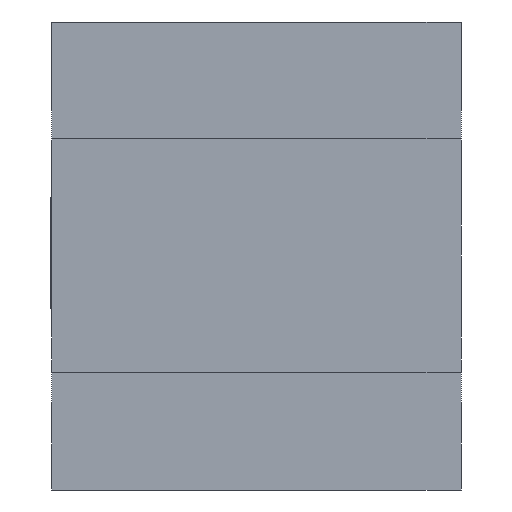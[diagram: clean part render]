
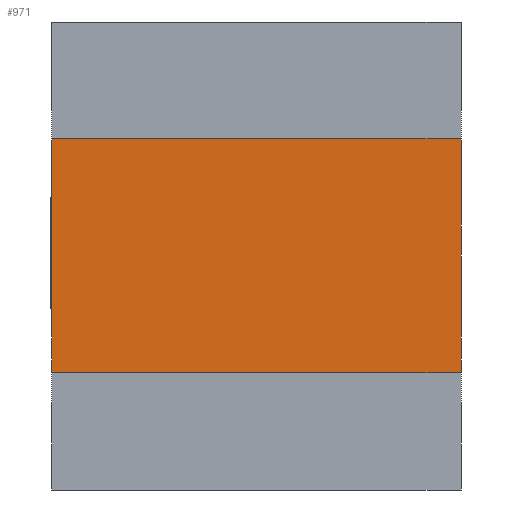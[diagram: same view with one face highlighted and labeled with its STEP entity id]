
A CAD part, left-side view. The second image highlights one B-rep face of the part: STEP entity #971.
In plain terms, the highlighted planar face has unit normal (-1, 0, 0).
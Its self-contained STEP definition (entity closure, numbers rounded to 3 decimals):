
#904 = VERTEX_POINT('',#905);
#905 = CARTESIAN_POINT('',(-0.8,0.7,-0.2));
#906 = VERTEX_POINT('',#907);
#907 = CARTESIAN_POINT('',(-0.8,0.7,0.2));
#914 = EDGE_CURVE('',#915,#906,#917,.T.);
#915 = VERTEX_POINT('',#916);
#916 = CARTESIAN_POINT('',(-0.8,0.,0.2));
#917 = LINE('',#918,#919);
#918 = CARTESIAN_POINT('',(-0.8,0.,0.2));
#919 = VECTOR('',#920,1.);
#920 = DIRECTION('',(0.,1.,0.));
#923 = VERTEX_POINT('',#924);
#924 = CARTESIAN_POINT('',(-0.8,0.,-0.2));
#931 = EDGE_CURVE('',#904,#923,#932,.T.);
#932 = LINE('',#933,#934);
#933 = CARTESIAN_POINT('',(-0.8,0.,-0.2));
#934 = VECTOR('',#935,1.);
#935 = DIRECTION('',(-0.,-1.,-0.));
#945 = EDGE_CURVE('',#923,#915,#946,.T.);
#946 = LINE('',#947,#948);
#947 = CARTESIAN_POINT('',(-0.8,0.,0.4));
#948 = VECTOR('',#949,1.);
#949 = DIRECTION('',(-0.,-0.,1.));
#961 = EDGE_CURVE('',#904,#906,#962,.T.);
#962 = LINE('',#963,#964);
#963 = CARTESIAN_POINT('',(-0.8,0.7,0.4));
#964 = VECTOR('',#965,1.);
#965 = DIRECTION('',(-0.,-0.,1.));
#971 = ADVANCED_FACE('',(#972),#978,.F.);
#972 = FACE_BOUND('',#973,.T.);
#973 = EDGE_LOOP('',(#974,#975,#976,#977));
#974 = ORIENTED_EDGE('',*,*,#961,.F.);
#975 = ORIENTED_EDGE('',*,*,#931,.T.);
#976 = ORIENTED_EDGE('',*,*,#945,.T.);
#977 = ORIENTED_EDGE('',*,*,#914,.T.);
#978 = PLANE('',#979);
#979 = AXIS2_PLACEMENT_3D('',#980,#981,#982);
#980 = CARTESIAN_POINT('',(-0.8,0.7,0.4));
#981 = DIRECTION('',(1.,-0.,0.));
#982 = DIRECTION('',(0.,0.,-1.));
